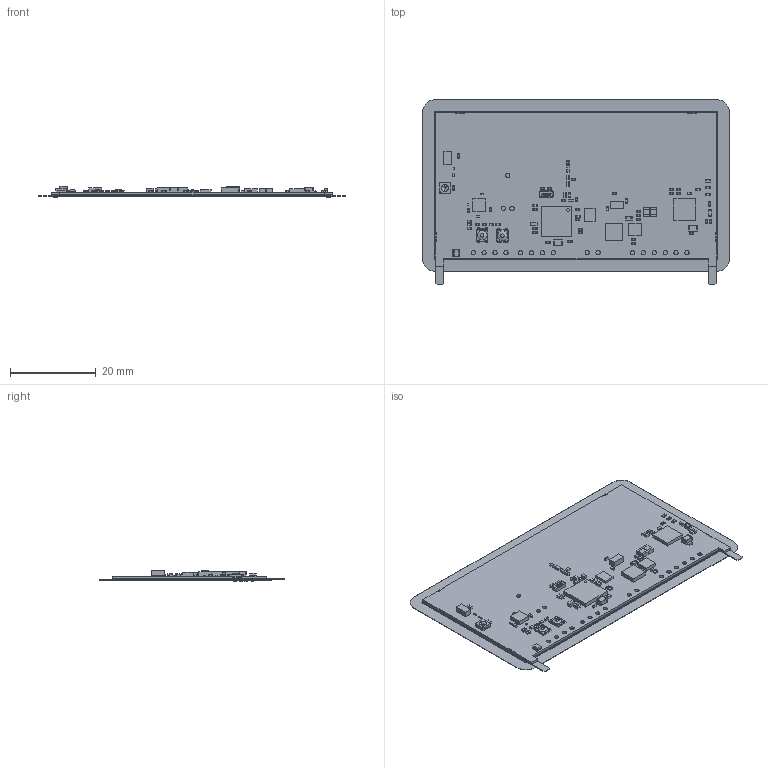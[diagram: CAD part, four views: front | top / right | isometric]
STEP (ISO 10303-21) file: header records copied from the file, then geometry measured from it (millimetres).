
FILE_DESCRIPTION(('Open CASCADE Model'),'2;1');
FILE_NAME('Open CASCADE Shape Model','2020-12-16T14:38:22',('Author'),( 'Open CASCADE'),'Open CASCADE STEP processor 6.8','Open CASCADE 6.8' ,'Unknown');
FILE_SCHEMA(('AUTOMOTIVE_DESIGN { 1 0 10303 214 1 1 1 1 }'));
Length unit declared in the file: millimetre
Products named in the file (157): PCB; Board; Open CASCADE STEP translator 6.8 7.1.1; Open CASCADE STEP translator 6.8 7.1.1.1; U1; LEH3_50x30_6_10_B; Metal_Contact; R403; R0201; C406; User_Library-cap_0402; L100; 7683470048; Terminal; Open_CASCADE_STEP_translator_6.8_7.1.1; Open_CASCADE_STEP_translator_6.8_7.1.2; Mid_Body; Open_CASCADE_STEP_translator_6.8_7.2.1; Y100; ABS07; X100; 7873805216; Extruded; U300; 8131777920; U405; IC_STMicroelectronics_LIS3DHTR_eec; U402; 6839595744; U400; User_Library-SHT3x; User_Library-SHT3x_BODY; User_Library-SHT3x_PADS; U202; 6837867584; U201; 7801054816; U200; 7801046496; U100 ...
Assembly tree (292 placements, depth 5):
  PCB
    Board
      Open CASCADE STEP translator 6.8 7.1.1
        Open CASCADE STEP translator 6.8 7.1.1.1
    U1
      LEH3_50x30_6_10_B
        LEH3_50x30_6_10_B
        Metal_Contact  x2
    R403
      R0201
      R0201
      R0201
      R0201
    C406
      User_Library-cap_0402
    L100
      7683470048
        Terminal
          Open_CASCADE_STEP_translator_6.8_7.1.1
          Open_CASCADE_STEP_translator_6.8_7.1.2
        Mid_Body
          Open_CASCADE_STEP_translator_6.8_7.2.1
    Y100
      ABS07
    X100
      7873805216
        Extruded
    U300
      8131777920
        Extruded
    U405
      IC_STMicroelectronics_LIS3DHTR_eec
        Extruded
    U402
      6839595744
        Extruded
    U400
      User_Library-SHT3x
        User_Library-SHT3x_BODY
        User_Library-SHT3x_PADS
    U202
      6837867584
        Extruded
    U201
      7801054816
        Extruded
    U200
      7801046496
        Extruded
    U100
      8115461536
        Extruded
      7873801776
        Extruded
    SW101
      KMT022NGJLHS
    SW100
      KMT022NGJLHS
    R303
      R0402
Bounding box: 71.5 x 43 x 2.77 mm (x, y, z)
Volume: 1820.1 mm3; surface area: 19800.5 mm2
Topology: 233 solids, 234 shells, 4145 faces, 9925 edges, 6078 vertices
Faces by surface type: plane 2588, cylinder 1056, sphere 280, bspline 203, revolution 8, torus 8, cone 2
Full cylindrical faces by diameter (mm): 1 x19
Entity records: 65069 total; most frequent: CARTESIAN_POINT 18738, ORIENTED_EDGE 7800, DIRECTION 7481, EDGE_CURVE 3900, LINE 2899, VECTOR 2899, VERTEX_POINT 2516, AXIS2_PLACEMENT_3D 2287
